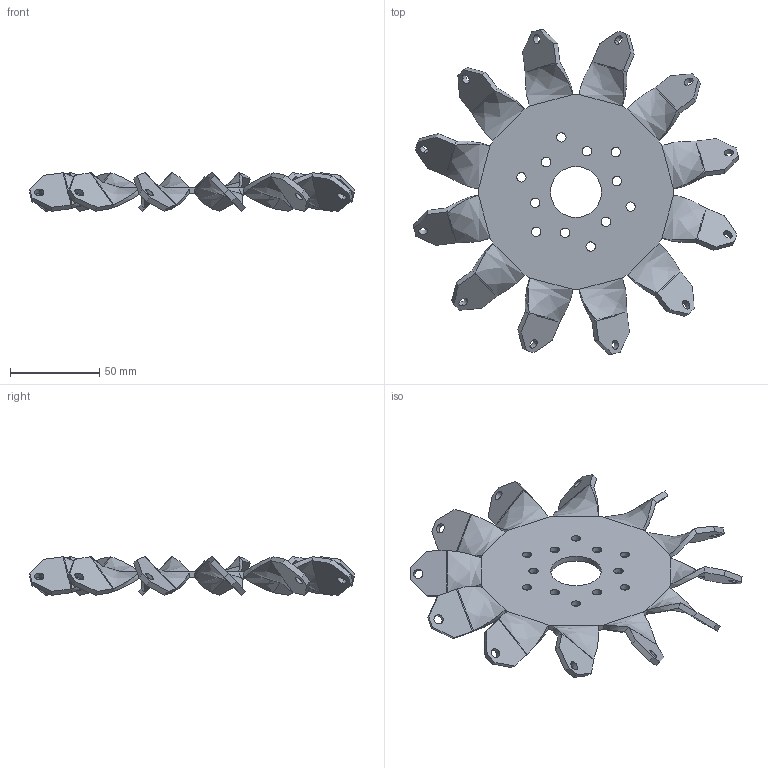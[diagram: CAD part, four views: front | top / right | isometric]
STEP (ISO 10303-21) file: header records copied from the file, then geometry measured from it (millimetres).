
FILE_DESCRIPTION (( 'STEP AP203' ), '1' );
FILE_NAME ('8 Mecanum Plate Left B.STEP', '2012-05-08T18:21:53', ( 'Andy Baker' ), ( 'AndyMark Inc.' ), 'SwSTEP 2.0', 'SolidWorks 2010', '' );
FILE_SCHEMA (( 'CONFIG_CONTROL_DESIGN' ));
Length unit declared in the file: inch
Products named in the file (1): 8 Mecanum Plate Left B
Bounding box: 182.17 x 182.17 x 21.69 mm (x, y, z)
Volume: 60616.4 mm3; surface area: 43942 mm2
Topology: 1 solids, 1 shells, 208 faces, 578 edges, 372 vertices
Faces by surface type: plane 110, cylinder 50, bspline 48
Entity records: 7997 total; most frequent: CARTESIAN_POINT 2959, ORIENTED_EDGE 1156, DIRECTION 848, EDGE_CURVE 578, VERTEX_POINT 372, VECTOR 326, LINE 326, AXIS2_PLACEMENT_3D 261
